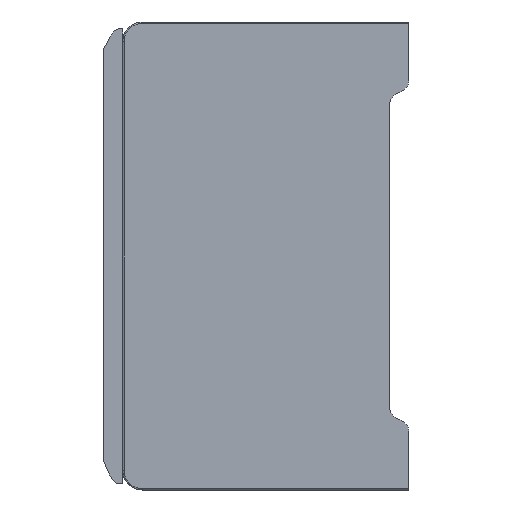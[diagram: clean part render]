
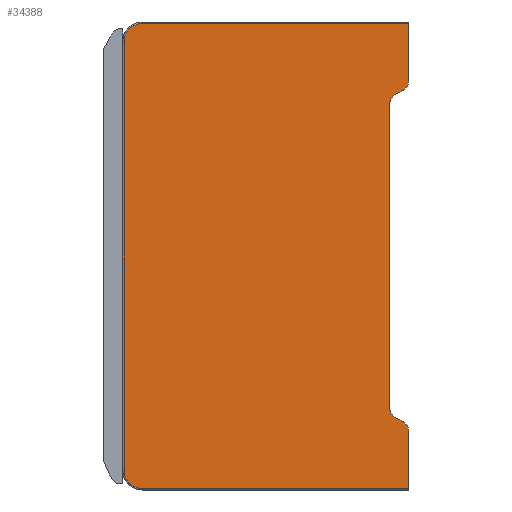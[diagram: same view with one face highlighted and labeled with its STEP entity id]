
A CAD part, left-side view. The second image highlights one B-rep face of the part: STEP entity #34388.
In plain terms, the highlighted planar face has unit normal (-1, 0, 0).
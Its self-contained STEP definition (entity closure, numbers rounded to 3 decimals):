
#1760=DIRECTION('',(0.,0.,-1.));
#1761=VECTOR('',#1760,8.801);
#1762=CARTESIAN_POINT('',(0.,0.,
-0.2));
#1763=LINE('',#1762,#1761);
#1764=CARTESIAN_POINT('',(0.,1.732,-9.));
#1765=DIRECTION('',(1.,0.,0.));
#1766=DIRECTION('',(0.,-1.,-0.001));
#1767=AXIS2_PLACEMENT_3D('',#1764,#1765,#1766);
#1769=DIRECTION('',(0.,0.866,-0.5));
#1770=VECTOR('',#1769,1.31);
#1771=CARTESIAN_POINT('',(0.,0.865,
-10.499));
#1772=LINE('',#1771,#1770);
#1773=CARTESIAN_POINT('',(0.,1.,-12.887));
#1774=DIRECTION('',(-1.,0.,0.));
#1775=DIRECTION('',(0.,0.5,0.866));
#1776=AXIS2_PLACEMENT_3D('',#1773,#1774,#1775);
#1778=CARTESIAN_POINT('',(0.,1.,-59.113));
#1779=DIRECTION('',(-1.,0.,0.));
#1780=DIRECTION('',(0.,1.,0.));
#1781=AXIS2_PLACEMENT_3D('',#1778,#1779,#1780);
#1783=DIRECTION('',(0.,-0.866,-0.5));
#1784=VECTOR('',#1783,1.311);
#1785=CARTESIAN_POINT('',(0.,2.,
-60.845));
#1786=LINE('',#1785,#1784);
#1787=CARTESIAN_POINT('',(0.,1.73,-62.999));
#1788=DIRECTION('',(1.,0.,0.));
#1789=DIRECTION('',(0.,-0.5,0.866));
#1790=AXIS2_PLACEMENT_3D('',#1787,#1788,#1789);
#1792=DIRECTION('',(0.,0.,-1.));
#1793=VECTOR('',#1792,8.801);
#1794=CARTESIAN_POINT('',(0.,0.,-62.999));
#1795=LINE('',#1794,#1793);
#1796=CARTESIAN_POINT('',(0.,41.,-69.));
#1797=DIRECTION('',(1.,0.,0.));
#1798=DIRECTION('',(0.,0.,-1.));
#1799=AXIS2_PLACEMENT_3D('',#1796,#1797,#1798);
#1801=CARTESIAN_POINT('',(0.,41.,-3.));
#1802=DIRECTION('',(1.,0.,0.));
#1803=DIRECTION('',(0.,1.,0.));
#1804=AXIS2_PLACEMENT_3D('',#1801,#1802,#1803);
#1806=DIRECTION('',(0.,1.,0.));
#1807=VECTOR('',#1806,41.);
#1808=CARTESIAN_POINT('',(0.,0.,
-0.2));
#1809=LINE('',#1808,#1807);
#1852=DIRECTION('',(0.,0.,1.));
#1853=VECTOR('',#1852,46.226);
#1854=CARTESIAN_POINT('',(0.,3.,-59.113));
#1855=LINE('',#1854,#1853);
#1995=DIRECTION('',(0.,0.,-1.));
#1996=VECTOR('',#1995,66.);
#1997=CARTESIAN_POINT('',(0.,43.8,
-3.));
#1998=LINE('',#1997,#1996);
#2018=DIRECTION('',(0.,-1.,0.));
#2019=VECTOR('',#2018,41.);
#2020=CARTESIAN_POINT('',(0.,41.,
-71.8));
#2021=LINE('',#2020,#2019);
#30401=CARTESIAN_POINT('',(0.,0.,-71.8));
#30402=VERTEX_POINT('',#30401);
#30403=CARTESIAN_POINT('',(0.,41.,-71.8));
#30404=VERTEX_POINT('',#30403);
#30406=CARTESIAN_POINT('',(0.,0.,-62.999));
#30408=VERTEX_POINT('',#30406);
#30411=CARTESIAN_POINT('',(0.,0.865,
-61.501));
#30412=VERTEX_POINT('',#30411);
#30415=CARTESIAN_POINT('',(0.,0.,
-0.2));
#30416=CARTESIAN_POINT('',(0.,41.,
-0.2));
#30417=VERTEX_POINT('',#30415);
#30418=VERTEX_POINT('',#30416);
#30419=CARTESIAN_POINT('',(0.,0.,
-9.001));
#30420=VERTEX_POINT('',#30419);
#30421=CARTESIAN_POINT('',(0.,0.865,
-10.499));
#30422=VERTEX_POINT('',#30421);
#30423=CARTESIAN_POINT('',(0.,2.,
-11.155));
#30424=VERTEX_POINT('',#30423);
#30425=CARTESIAN_POINT('',(0.,3.,-12.887));
#30426=VERTEX_POINT('',#30425);
#30427=CARTESIAN_POINT('',(0.,3.,-59.113));
#30428=VERTEX_POINT('',#30427);
#30429=CARTESIAN_POINT('',(0.,2.,
-60.845));
#30430=VERTEX_POINT('',#30429);
#30431=CARTESIAN_POINT('',(0.,43.8,
-69.));
#30432=VERTEX_POINT('',#30431);
#30433=CARTESIAN_POINT('',(0.,43.8,
-3.));
#30434=VERTEX_POINT('',#30433);
#34355=CARTESIAN_POINT('',(0.,21.9,-36.));
#34356=DIRECTION('',(1.,0.,0.));
#34357=DIRECTION('',(0.,0.,1.));
#34358=AXIS2_PLACEMENT_3D('',#34355,#34356,#34357);
#34359=PLANE('',#34358);
#34361=ORIENTED_EDGE('',*,*,#34360,.F.);
#34363=ORIENTED_EDGE('',*,*,#34362,.T.);
#34365=ORIENTED_EDGE('',*,*,#34364,.T.);
#34367=ORIENTED_EDGE('',*,*,#34366,.T.);
#34369=ORIENTED_EDGE('',*,*,#34368,.T.);
#34371=ORIENTED_EDGE('',*,*,#34370,.F.);
#34373=ORIENTED_EDGE('',*,*,#34372,.T.);
#34375=ORIENTED_EDGE('',*,*,#34374,.T.);
#34376=ORIENTED_EDGE('',*,*,#34346,.T.);
#34377=ORIENTED_EDGE('',*,*,#34335,.T.);
#34379=ORIENTED_EDGE('',*,*,#34378,.F.);
#34381=ORIENTED_EDGE('',*,*,#34380,.T.);
#34383=ORIENTED_EDGE('',*,*,#34382,.F.);
#34385=ORIENTED_EDGE('',*,*,#34384,.T.);
#34386=EDGE_LOOP('',(#34361,#34363,#34365,#34367,#34369,#34371,#34373,#34375,
#34376,#34377,#34379,#34381,#34383,#34385));
#34387=FACE_OUTER_BOUND('',#34386,.F.);
#1768=CIRCLE('',#1767,1.732);
#1777=CIRCLE('',#1776,2.);
#1782=CIRCLE('',#1781,2.);
#1791=CIRCLE('',#1790,1.73);
#1800=CIRCLE('',#1799,2.8);
#1805=CIRCLE('',#1804,2.8);
#34335=EDGE_CURVE('',#30408,#30402,#1795,.T.);
#34346=EDGE_CURVE('',#30412,#30408,#1791,.T.);
#34360=EDGE_CURVE('',#30417,#30418,#1809,.T.);
#34362=EDGE_CURVE('',#30417,#30420,#1763,.T.);
#34364=EDGE_CURVE('',#30420,#30422,#1768,.T.);
#34366=EDGE_CURVE('',#30422,#30424,#1772,.T.);
#34368=EDGE_CURVE('',#30424,#30426,#1777,.T.);
#34370=EDGE_CURVE('',#30428,#30426,#1855,.T.);
#34372=EDGE_CURVE('',#30428,#30430,#1782,.T.);
#34374=EDGE_CURVE('',#30430,#30412,#1786,.T.);
#34378=EDGE_CURVE('',#30404,#30402,#2021,.T.);
#34380=EDGE_CURVE('',#30404,#30432,#1800,.T.);
#34382=EDGE_CURVE('',#30434,#30432,#1998,.T.);
#34384=EDGE_CURVE('',#30434,#30418,#1805,.T.);
#34388=ADVANCED_FACE('',(#34387),#34359,.F.);
